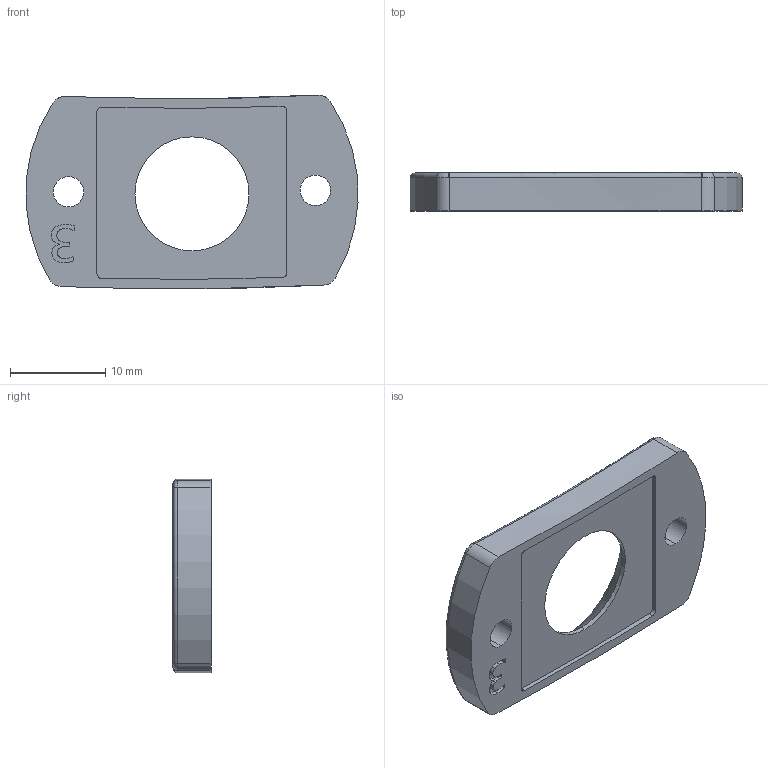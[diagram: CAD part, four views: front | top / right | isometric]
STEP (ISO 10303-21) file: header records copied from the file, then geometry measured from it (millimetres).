
FILE_DESCRIPTION (( 'STEP AP214' ), '1' );
FILE_NAME ('FurrClip_3.STEP', '2023-12-12T07:40:09', ( '' ), ( '' ), 'SwSTEP 2.0', 'SolidWorks 2022', '' );
FILE_SCHEMA (( 'AUTOMOTIVE_DESIGN' ));
Length unit declared in the file: millimetre
Products named in the file (1): FurrClip_3
Bounding box: 34.94 x 4 x 20.39 mm (x, y, z)
Volume: 1766.5 mm3; surface area: 1628 mm2
Topology: 1 solids, 1 shells, 71 faces, 181 edges, 114 vertices
Faces by surface type: bspline 23, cylinder 16, torus 14, plane 12, cone 6
Entity records: 2887 total; most frequent: CARTESIAN_POINT 1222, ORIENTED_EDGE 362, DIRECTION 305, EDGE_CURVE 181, AXIS2_PLACEMENT_3D 119, VERTEX_POINT 114, EDGE_LOOP 79, ADVANCED_FACE 71
